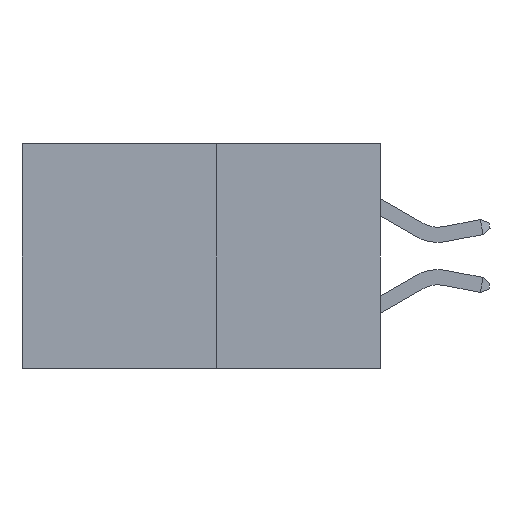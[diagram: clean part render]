
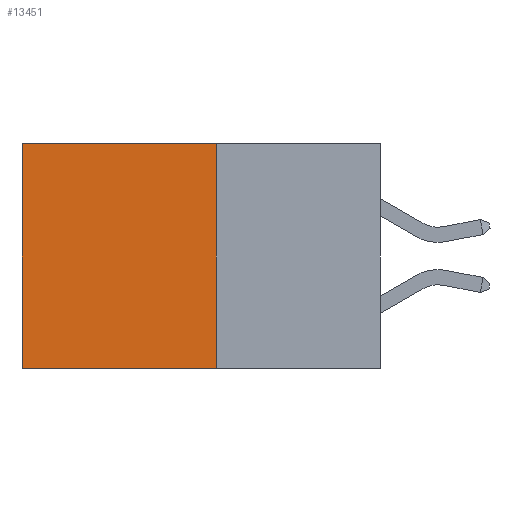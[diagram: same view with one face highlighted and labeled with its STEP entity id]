
A CAD part, left-side view. The second image highlights one B-rep face of the part: STEP entity #13451.
In plain terms, the highlighted planar face has unit normal (-1, 0, 0).
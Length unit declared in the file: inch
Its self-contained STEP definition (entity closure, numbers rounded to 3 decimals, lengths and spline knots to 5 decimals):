
#805 = EDGE_CURVE ( 'NONE', #29077, #26157, #33675, .T. ) ;
#1550 = VECTOR ( 'NONE', #26602, 39.37008 ) ;
#3429 = CARTESIAN_POINT ( 'NONE',  ( 0.277, 0.59, 0. ) ) ;
#4164 = ORIENTED_EDGE ( 'NONE', *, *, #22356, .F. ) ;
#4884 = DIRECTION ( 'NONE',  ( 0., 0., -1. ) ) ;
#5131 = CARTESIAN_POINT ( 'NONE',  ( 0.277, 0.27, 0. ) ) ;
#5765 = CARTESIAN_POINT ( 'NONE',  ( 0.277, 0.27, -0.37 ) ) ;
#6066 = CARTESIAN_POINT ( 'NONE',  ( 0.277, 0.27, -0.37 ) ) ;
#6190 = VECTOR ( 'NONE', #10379, 39.37008 ) ;
#6421 = ORIENTED_EDGE ( 'NONE', *, *, #11937, .T. ) ;
#10005 = CARTESIAN_POINT ( 'NONE',  ( 0.277, 0.59, -0.37 ) ) ;
#10379 = DIRECTION ( 'NONE',  ( 0., 1., 0. ) ) ;
#10486 = DIRECTION ( 'NONE',  ( 0., 0., -1. ) ) ;
#11319 = DIRECTION ( 'NONE',  ( 1., 0., 0. ) ) ;
#11937 = EDGE_CURVE ( 'NONE', #19622, #29077, #13168, .T. ) ;
#12809 = EDGE_CURVE ( 'NONE', #28260, #26157, #28022, .T. ) ;
#12941 = VECTOR ( 'NONE', #10486, 39.37008 ) ;
#13168 = LINE ( 'NONE', #5131, #6190 ) ;
#13451 = ADVANCED_FACE ( 'NONE', ( #28129 ), #26933, .F. ) ;
#15323 = CARTESIAN_POINT ( 'NONE',  ( 0.277, 0.27, -0.37 ) ) ;
#16051 = ORIENTED_EDGE ( 'NONE', *, *, #805, .T. ) ;
#19622 = VERTEX_POINT ( 'NONE', #33704 ) ;
#19948 = AXIS2_PLACEMENT_3D ( 'NONE', #6066, #11319, #29538 ) ;
#22356 = EDGE_CURVE ( 'NONE', #19622, #28260, #32945, .T. ) ;
#24222 = ORIENTED_EDGE ( 'NONE', *, *, #12809, .F. ) ;
#24894 = EDGE_LOOP ( 'NONE', ( #16051, #24222, #4164, #6421 ) ) ;
#25234 = VECTOR ( 'NONE', #4884, 39.37008 ) ;
#25995 = CARTESIAN_POINT ( 'NONE',  ( 0.277, 0.27, -0.37 ) ) ;
#26157 = VERTEX_POINT ( 'NONE', #10005 ) ;
#26602 = DIRECTION ( 'NONE',  ( 0., 1., 0. ) ) ;
#26933 = PLANE ( 'NONE',  #19948 ) ;
#28022 = LINE ( 'NONE', #5765, #1550 ) ;
#28129 = FACE_OUTER_BOUND ( 'NONE', #24894, .T. ) ;
#28260 = VERTEX_POINT ( 'NONE', #25995 ) ;
#29077 = VERTEX_POINT ( 'NONE', #3429 ) ;
#29538 = DIRECTION ( 'NONE',  ( 0., 0., -1. ) ) ;
#31281 = CARTESIAN_POINT ( 'NONE',  ( 0.277, 0.59, -0.37 ) ) ;
#32945 = LINE ( 'NONE', #15323, #25234 ) ;
#33675 = LINE ( 'NONE', #31281, #12941 ) ;
#33704 = CARTESIAN_POINT ( 'NONE',  ( 0.277, 0.27, 0. ) ) ;
